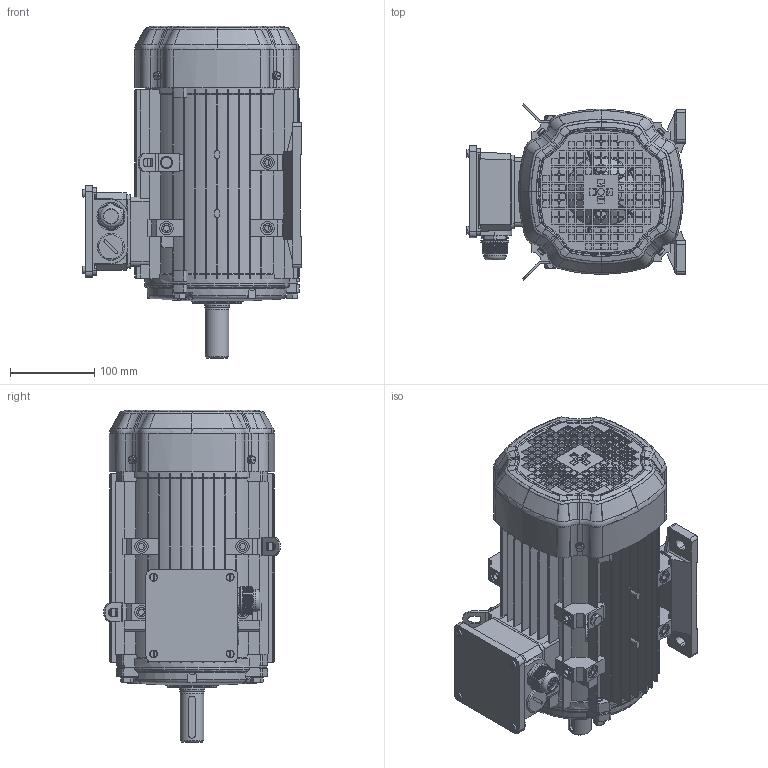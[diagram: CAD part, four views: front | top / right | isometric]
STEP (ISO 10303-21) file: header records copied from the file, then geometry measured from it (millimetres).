
FILE_DESCRIPTION(/* description */ (''),/* implementation_level */ '2;1');
FILE_NAME(/* name */ 'JL4-100L2-4-3kW-B3-IE4.stp',/* time_stamp */ '2022-02-13T08:44:05+08:00',/* author */ (''),/* organization */ (''),/* preprocessor_version */ 'ST-DEVELOPER v16',/* originating_system */ 'SIEMENS PLM Software NX 10.0',/* authorisation */ '');
FILE_SCHEMA (('CONFIG_CONTROL_DESIGN'));
Products named in the file (1): JL4-100L2-4-3kW-B3-IE4_stp
Bounding box: 259.5 x 210.01 x 394 mm (x, y, z)
Volume: 1724959.2 mm3; surface area: 1056758.9 mm2
Topology: 55 solids, 55 shells, 4363 faces, 12068 edges, 7940 vertices
Faces by surface type: plane 2339, cylinder 1385, bspline 297, cone 171, torus 159, sphere 12
Full cylindrical faces by diameter (mm): 4 x6, 4.48 x8, 4.8 x4, 5 x13, 5.3 x4, 5.8 x14, 7 x22, 8 x13, 8.58 x2, 9 x6, 10 x11, 11 x16, 12 x6, 13 x4, 14.785 x2, 15 x4, 16 x16, 17.188 x1, 18.6 x1, 19.2 x2, 20.312 x3, 23.438 x8, 24.219 x6, 25 x16, 25.781 x6, 26.562 x6, 26.953 x1, 27 x1, 28 x1, 30 x6
Entity records: 176654 total; most frequent: CARTESIAN_POINT 69350, ORIENTED_EDGE 23028, DIRECTION 20886, EDGE_CURVE 11514, VERTEX_POINT 7744, AXIS2_PLACEMENT_3D 7232, LINE 6422, VECTOR 6422
